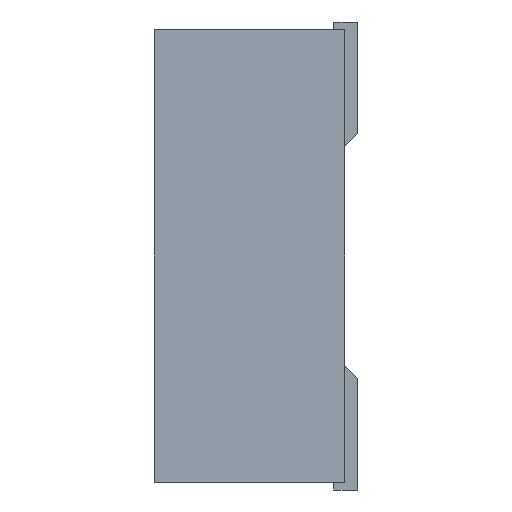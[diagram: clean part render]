
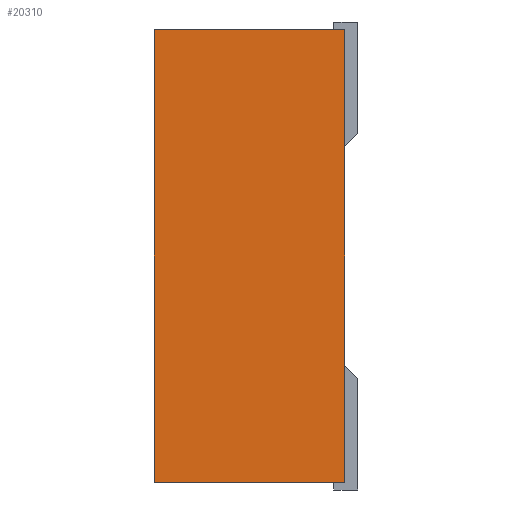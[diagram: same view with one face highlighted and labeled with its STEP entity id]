
A CAD part, left-side view. The second image highlights one B-rep face of the part: STEP entity #20310.
In plain terms, the highlighted planar face has unit normal (-1, 0, 0).
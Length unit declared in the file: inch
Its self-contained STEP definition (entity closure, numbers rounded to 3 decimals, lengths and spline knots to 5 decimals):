
#4717=ORIENTED_EDGE('',*,*,#8420,.T.);
#4718=ORIENTED_EDGE('',*,*,#8421,.F.);
#4719=ORIENTED_EDGE('',*,*,#8404,.F.);
#4720=ORIENTED_EDGE('',*,*,#8418,.T.);
#8404=EDGE_CURVE('',#10496,#10497,#13198,.T.);
#8418=EDGE_CURVE('',#10496,#10510,#13212,.T.);
#8420=EDGE_CURVE('',#10510,#10511,#13214,.T.);
#8421=EDGE_CURVE('',#10497,#10511,#13215,.T.);
#10496=VERTEX_POINT('',#31495);
#10497=VERTEX_POINT('',#31497);
#10510=VERTEX_POINT('',#31524);
#10511=VERTEX_POINT('',#31529);
#13198=LINE('',#31496,#16122);
#13212=LINE('',#31525,#16136);
#13214=LINE('',#31528,#16138);
#13215=LINE('',#31530,#16139);
#16122=VECTOR('',#25648,39.37008);
#16136=VECTOR('',#25664,39.37008);
#16138=VECTOR('',#25668,39.37008);
#16139=VECTOR('',#25669,39.37008);
#17301=EDGE_LOOP('',(#4717,#4718,#4719,#4720));
#18305=FACE_BOUND('',#17301,.T.);
#19308=PLANE('',#21339);
#20310=ADVANCED_FACE('',(#18305),#19308,.F.);
#21339=AXIS2_PLACEMENT_3D('',#31527,#25666,#25667);
#25648=DIRECTION('',(0.,0.,1.));
#25664=DIRECTION('',(0.,-1.,0.));
#25666=DIRECTION('',(1.,0.,0.));
#25667=DIRECTION('',(0.,0.,-1.));
#25668=DIRECTION('',(0.,0.,1.));
#25669=DIRECTION('',(0.,-1.,0.));
#31495=CARTESIAN_POINT('',(-0.41875,0.128,-0.1425));
#31496=CARTESIAN_POINT('',(-0.41875,0.128,-0.1425));
#31497=CARTESIAN_POINT('',(-0.41875,0.128,0.1425));
#31524=CARTESIAN_POINT('',(-0.41875,0.008,-0.1425));
#31525=CARTESIAN_POINT('',(-0.41875,0.128,-0.1425));
#31527=CARTESIAN_POINT('',(-0.41875,0.128,-0.1425));
#31528=CARTESIAN_POINT('',(-0.41875,0.008,-0.1425));
#31529=CARTESIAN_POINT('',(-0.41875,0.008,0.1425));
#31530=CARTESIAN_POINT('',(-0.41875,0.128,0.1425));
